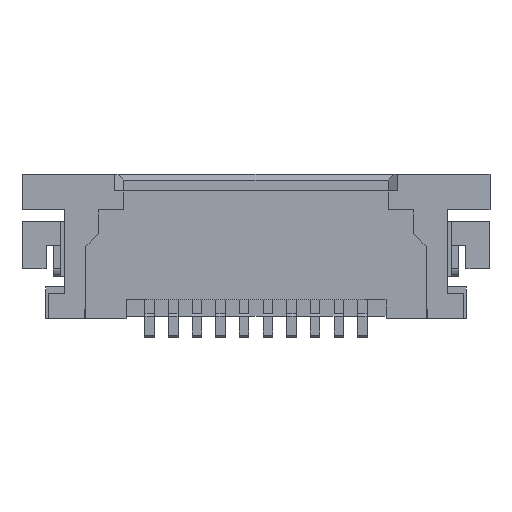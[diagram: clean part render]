
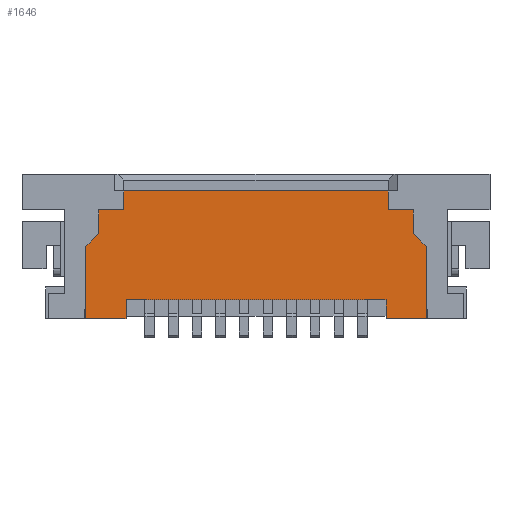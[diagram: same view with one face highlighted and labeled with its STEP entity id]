
A CAD part, front view. The second image highlights one B-rep face of the part: STEP entity #1646.
In plain terms, the highlighted planar face has unit normal (0, -1, 0).
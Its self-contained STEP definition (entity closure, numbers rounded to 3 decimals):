
#327 = VERTEX_POINT ( 'NONE', #2241 ) ;
#448 = VERTEX_POINT ( 'NONE', #2515 ) ;
#497 = EDGE_CURVE ( 'NONE', #1985, #630, #2617, .T. ) ;
#630 = VERTEX_POINT ( 'NONE', #2872 ) ;
#693 = VERTEX_POINT ( 'NONE', #3016 ) ;
#784 = EDGE_CURVE ( 'NONE', #3685, #844, #3246, .T. ) ;
#844 = VERTEX_POINT ( 'NONE', #3359 ) ;
#915 = VERTEX_POINT ( 'NONE', #3532 ) ;
#954 = EDGE_CURVE ( 'NONE', #8916, #5526, #3611, .T. ) ;
#989 = VERTEX_POINT ( 'NONE', #3708 ) ;
#1366 = ORIENTED_EDGE ( 'NONE', *, *, #9513, .F. ) ;
#1467 = ORIENTED_EDGE ( 'NONE', *, *, #1932, .F. ) ;
#1646 = ADVANCED_FACE ( 'NONE', ( #4552 ), #4553, .T. ) ;
#1932 = EDGE_CURVE ( 'NONE', #3685, #5526, #4735, .T. ) ;
#1977 = VERTEX_POINT ( 'NONE', #4768 ) ;
#1978 = ORIENTED_EDGE ( 'NONE', *, *, #2197, .F. ) ;
#1985 = VERTEX_POINT ( 'NONE', #4778 ) ;
#2004 = VERTEX_POINT ( 'NONE', #4783 ) ;
#2024 = EDGE_CURVE ( 'NONE', #693, #327, #4818, .T. ) ;
#2197 = EDGE_CURVE ( 'NONE', #915, #989, #4956, .T. ) ;
#2241 = CARTESIAN_POINT ( 'NONE',  ( -2.8, 0.02, 2.7 ) ) ;
#2392 = EDGE_CURVE ( 'NONE', #448, #693, #5091, .T. ) ;
#2415 = ORIENTED_EDGE ( 'NONE', *, *, #11476, .F. ) ;
#2515 = CARTESIAN_POINT ( 'NONE',  ( -3.33, 0.02, 2.3 ) ) ;
#2617 = LINE ( 'NONE', #2618, #2619 ) ;
#2618 = CARTESIAN_POINT ( 'NONE',  ( -2.75, 0.02, 0.4 ) ) ;
#2619 = VECTOR ( 'NONE', #2620, 1000. ) ;
#2620 = DIRECTION ( 'NONE',  ( 0., 0., -1. ) ) ;
#2872 = CARTESIAN_POINT ( 'NONE',  ( -2.75, 0.02, 0. ) ) ;
#3016 = CARTESIAN_POINT ( 'NONE',  ( -2.8, 0.02, 2.3 ) ) ;
#3246 = LINE ( 'NONE', #3247, #3248 ) ;
#3247 = CARTESIAN_POINT ( 'NONE',  ( 2.8, 0.02, 2.3 ) ) ;
#3248 = VECTOR ( 'NONE', #3249, 1000. ) ;
#3249 = DIRECTION ( 'NONE',  ( 0., 0., 1. ) ) ;
#3359 = CARTESIAN_POINT ( 'NONE',  ( 2.8, 0.02, 2.7 ) ) ;
#3532 = CARTESIAN_POINT ( 'NONE',  ( 3.6, 0.02, 0. ) ) ;
#3611 = LINE ( 'NONE', #3616, #3617 ) ;
#3616 = CARTESIAN_POINT ( 'NONE',  ( 3.33, 0.02, 1.8 ) ) ;
#3617 = VECTOR ( 'NONE', #3618, 1000. ) ;
#3618 = DIRECTION ( 'NONE',  ( 0., 0., 1. ) ) ;
#3685 = VERTEX_POINT ( 'NONE', #5406 ) ;
#3708 = CARTESIAN_POINT ( 'NONE',  ( 2.75, 0.02, 0. ) ) ;
#3757 = EDGE_CURVE ( 'NONE', #2004, #1985, #5415, .T. ) ;
#3960 = ORIENTED_EDGE ( 'NONE', *, *, #784, .T. ) ;
#4319 = ORIENTED_EDGE ( 'NONE', *, *, #4582, .F. ) ;
#4552 = FACE_OUTER_BOUND ( 'NONE', #11941, .T. ) ;
#4553 = PLANE ( 'NONE',  #4554 ) ;
#4554 = AXIS2_PLACEMENT_3D ( 'NONE', #4555, #4556, #4557 ) ;
#4555 = CARTESIAN_POINT ( 'NONE',  ( 4.45, 0.02, 0. ) ) ;
#4556 = DIRECTION ( 'NONE',  ( 0., -1., 0. ) ) ;
#4557 = DIRECTION ( 'NONE',  ( 0., 0., -1. ) ) ;
#4582 = EDGE_CURVE ( 'NONE', #13053, #1977, #5584, .T. ) ;
#4735 = LINE ( 'NONE', #4737, #4738 ) ;
#4737 = CARTESIAN_POINT ( 'NONE',  ( 3.22, 0.02, 2.3 ) ) ;
#4738 = VECTOR ( 'NONE', #4739, 1000. ) ;
#4739 = DIRECTION ( 'NONE',  ( 1., 0., 0. ) ) ;
#4768 = CARTESIAN_POINT ( 'NONE',  ( -3.6, 0.02, 1.53 ) ) ;
#4778 = CARTESIAN_POINT ( 'NONE',  ( -2.75, 0.02, 0.4 ) ) ;
#4783 = CARTESIAN_POINT ( 'NONE',  ( 2.75, 0.02, 0.4 ) ) ;
#4818 = LINE ( 'NONE', #4819, #4820 ) ;
#4819 = CARTESIAN_POINT ( 'NONE',  ( -2.8, 0.02, 2.3 ) ) ;
#4820 = VECTOR ( 'NONE', #4821, 1000. ) ;
#4821 = DIRECTION ( 'NONE',  ( 0., 0., 1. ) ) ;
#4950 = ORIENTED_EDGE ( 'NONE', *, *, #5217, .F. ) ;
#4956 = LINE ( 'NONE', #4957, #4958 ) ;
#4957 = CARTESIAN_POINT ( 'NONE',  ( 2.75, 0.02, 0. ) ) ;
#4958 = VECTOR ( 'NONE', #4959, 1000. ) ;
#4959 = DIRECTION ( 'NONE',  ( -1., 0., 0. ) ) ;
#5091 = LINE ( 'NONE', #5092, #5093 ) ;
#5092 = CARTESIAN_POINT ( 'NONE',  ( 3.22, 0.02, 2.3 ) ) ;
#5093 = VECTOR ( 'NONE', #5094, 1000. ) ;
#5094 = DIRECTION ( 'NONE',  ( 1., 0., 0. ) ) ;
#5217 = EDGE_CURVE ( 'NONE', #1977, #11114, #5691, .T. ) ;
#5406 = CARTESIAN_POINT ( 'NONE',  ( 2.8, 0.02, 2.3 ) ) ;
#5415 = LINE ( 'NONE', #5416, #5418 ) ;
#5416 = CARTESIAN_POINT ( 'NONE',  ( -2.75, 0.02, 0.4 ) ) ;
#5418 = VECTOR ( 'NONE', #5419, 1000. ) ;
#5419 = DIRECTION ( 'NONE',  ( -1., 0., 0. ) ) ;
#5526 = VERTEX_POINT ( 'NONE', #5749 ) ;
#5584 = LINE ( 'NONE', #5585, #5586 ) ;
#5585 = CARTESIAN_POINT ( 'NONE',  ( -3.6, 0.02, 0. ) ) ;
#5586 = VECTOR ( 'NONE', #5587, 1000. ) ;
#5587 = DIRECTION ( 'NONE',  ( 0., 0., 1. ) ) ;
#5691 = LINE ( 'NONE', #5692, #5693 ) ;
#5692 = CARTESIAN_POINT ( 'NONE',  ( -3.6, 0.02, 1.53 ) ) ;
#5693 = VECTOR ( 'NONE', #5694, 1000. ) ;
#5694 = DIRECTION ( 'NONE',  ( 0.707, 0., 0.707 ) ) ;
#5736 = ORIENTED_EDGE ( 'NONE', *, *, #11257, .T. ) ;
#5749 = CARTESIAN_POINT ( 'NONE',  ( 3.33, 0.02, 2.3 ) ) ;
#6435 = LINE ( 'NONE', #6436, #6437 ) ;
#6436 = CARTESIAN_POINT ( 'NONE',  ( 2.8, 0.02, 2.7 ) ) ;
#6437 = VECTOR ( 'NONE', #6438, 1000. ) ;
#6438 = DIRECTION ( 'NONE',  ( -1., 0., 0. ) ) ;
#6653 = CARTESIAN_POINT ( 'NONE',  ( -3.6, 0.02, 0. ) ) ;
#6677 = CARTESIAN_POINT ( 'NONE',  ( 3.33, 0.02, 1.8 ) ) ;
#6765 = LINE ( 'NONE', #6766, #6767 ) ;
#6766 = CARTESIAN_POINT ( 'NONE',  ( 2.75, 0.02, 0.4 ) ) ;
#6767 = VECTOR ( 'NONE', #6768, 1000. ) ;
#6768 = DIRECTION ( 'NONE',  ( 0., 0., 1. ) ) ;
#7587 = LINE ( 'NONE', #7588, #7589 ) ;
#7588 = CARTESIAN_POINT ( 'NONE',  ( -3.33, 0.02, 1.8 ) ) ;
#7589 = VECTOR ( 'NONE', #7590, 1000. ) ;
#7590 = DIRECTION ( 'NONE',  ( 0., 0., 1. ) ) ;
#7632 = CARTESIAN_POINT ( 'NONE',  ( -3.33, 0.02, 1.8 ) ) ;
#7910 = LINE ( 'NONE', #7911, #7912 ) ;
#7911 = CARTESIAN_POINT ( 'NONE',  ( 3.6, 0.02, 0. ) ) ;
#7912 = VECTOR ( 'NONE', #7913, 1000. ) ;
#7913 = DIRECTION ( 'NONE',  ( 0., 0., 1. ) ) ;
#7978 = CARTESIAN_POINT ( 'NONE',  ( 3.6, 0.02, 1.53 ) ) ;
#8003 = ORIENTED_EDGE ( 'NONE', *, *, #8270, .T. ) ;
#8270 = EDGE_CURVE ( 'NONE', #844, #327, #6435, .T. ) ;
#8302 = LINE ( 'NONE', #8303, #8304 ) ;
#8303 = CARTESIAN_POINT ( 'NONE',  ( -2.75, 0.02, 0. ) ) ;
#8304 = VECTOR ( 'NONE', #8305, 1000. ) ;
#8305 = DIRECTION ( 'NONE',  ( -1., 0., 0. ) ) ;
#8916 = VERTEX_POINT ( 'NONE', #6677 ) ;
#9183 = ORIENTED_EDGE ( 'NONE', *, *, #954, .T. ) ;
#9336 = LINE ( 'NONE', #9337, #9338 ) ;
#9337 = CARTESIAN_POINT ( 'NONE',  ( 3.6, 0.02, 1.53 ) ) ;
#9338 = VECTOR ( 'NONE', #9339, 1000. ) ;
#9339 = DIRECTION ( 'NONE',  ( -0.707, 0., 0.707 ) ) ;
#9513 = EDGE_CURVE ( 'NONE', #989, #2004, #6765, .T. ) ;
#10967 = ORIENTED_EDGE ( 'NONE', *, *, #497, .F. ) ;
#11027 = ORIENTED_EDGE ( 'NONE', *, *, #3757, .F. ) ;
#11099 = EDGE_CURVE ( 'NONE', #11114, #448, #7587, .T. ) ;
#11114 = VERTEX_POINT ( 'NONE', #7632 ) ;
#11257 = EDGE_CURVE ( 'NONE', #915, #11288, #7910, .T. ) ;
#11288 = VERTEX_POINT ( 'NONE', #7978 ) ;
#11476 = EDGE_CURVE ( 'NONE', #630, #13053, #8302, .T. ) ;
#11787 = ORIENTED_EDGE ( 'NONE', *, *, #12062, .T. ) ;
#11820 = ORIENTED_EDGE ( 'NONE', *, *, #2392, .F. ) ;
#11941 = EDGE_LOOP ( 'NONE', ( #4319, #2415, #10967, #11027, #1366, #1978, #5736, #11787, #9183, #1467, #3960, #8003, #12740, #11820, #12077, #4950 ) ) ;
#12062 = EDGE_CURVE ( 'NONE', #11288, #8916, #9336, .T. ) ;
#12077 = ORIENTED_EDGE ( 'NONE', *, *, #11099, .F. ) ;
#12740 = ORIENTED_EDGE ( 'NONE', *, *, #2024, .F. ) ;
#13053 = VERTEX_POINT ( 'NONE', #6653 ) ;
